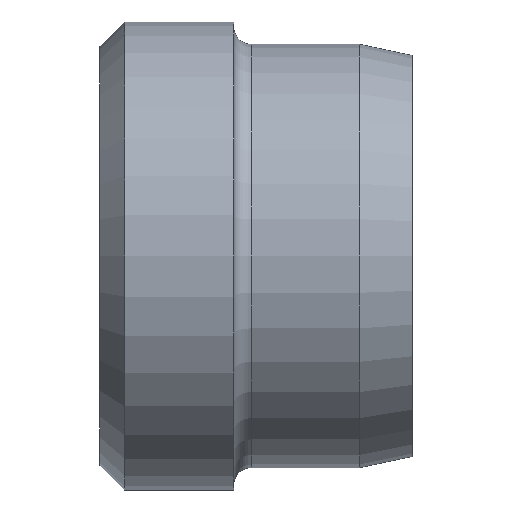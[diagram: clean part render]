
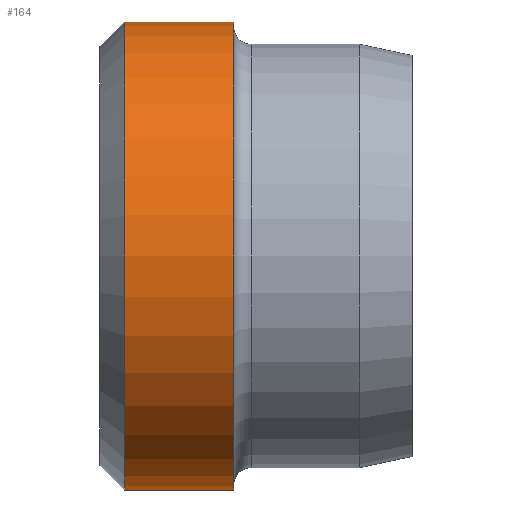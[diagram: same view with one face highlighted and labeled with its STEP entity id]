
A CAD part, left-side view. The second image highlights one B-rep face of the part: STEP entity #164.
In plain terms, the highlighted cylindrical face has radius 5.25 mm (diameter 10.5 mm), a partial arc.
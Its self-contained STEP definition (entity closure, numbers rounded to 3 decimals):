
#35 = AXIS2_PLACEMENT_3D ( 'NONE', #637, #638, #639 ) ;
#79 = VECTOR ( 'NONE', #245, 1000. ) ;
#82 = VECTOR ( 'NONE', #250, 1000. ) ;
#103 = CIRCLE ( 'NONE', #110, 5.25 ) ;
#105 = CIRCLE ( 'NONE', #112, 5.25 ) ;
#110 = AXIS2_PLACEMENT_3D ( 'NONE', #292, #293, #294 ) ;
#112 = AXIS2_PLACEMENT_3D ( 'NONE', #295, #296, #297 ) ;
#164 = ADVANCED_FACE ( 'NONE', ( #525 ), #526, .T. ) ;
#190 = EDGE_CURVE ( 'NONE', #408, #406, #546, .T. ) ;
#192 = EDGE_CURVE ( 'NONE', #407, #405, #547, .T. ) ;
#208 = EDGE_CURVE ( 'NONE', #408, #407, #103, .T. ) ;
#209 = EDGE_CURVE ( 'NONE', #406, #405, #105, .T. ) ;
#244 = CARTESIAN_POINT ( 'NONE',  ( 0., 0., -5.25 ) ) ;
#245 = DIRECTION ( 'NONE',  ( 0., 1., 0. ) ) ;
#249 = CARTESIAN_POINT ( 'NONE',  ( 0., 0., 5.25 ) ) ;
#250 = DIRECTION ( 'NONE',  ( 0., 1., 0. ) ) ;
#292 = CARTESIAN_POINT ( 'NONE',  ( 0., 4., 0. ) ) ;
#293 = DIRECTION ( 'NONE',  ( 0., 1., 0. ) ) ;
#294 = DIRECTION ( 'NONE',  ( 0., 0., 1. ) ) ;
#295 = CARTESIAN_POINT ( 'NONE',  ( 0., 6.45, 0. ) ) ;
#296 = DIRECTION ( 'NONE',  ( 0., 1., 0. ) ) ;
#297 = DIRECTION ( 'NONE',  ( 0., 0., 1. ) ) ;
#338 = CARTESIAN_POINT ( 'NONE',  ( 0., 6.45, 5.25 ) ) ;
#339 = CARTESIAN_POINT ( 'NONE',  ( 0., 6.45, -5.25 ) ) ;
#340 = CARTESIAN_POINT ( 'NONE',  ( 0., 4., 5.25 ) ) ;
#341 = CARTESIAN_POINT ( 'NONE',  ( 0., 4., -5.25 ) ) ;
#366 = EDGE_LOOP ( 'NONE', ( #473, #474, #475, #467 ) ) ;
#405 = VERTEX_POINT ( 'NONE', #338 ) ;
#406 = VERTEX_POINT ( 'NONE', #339 ) ;
#407 = VERTEX_POINT ( 'NONE', #340 ) ;
#408 = VERTEX_POINT ( 'NONE', #341 ) ;
#467 = ORIENTED_EDGE ( 'NONE', *, *, #209, .F. ) ;
#473 = ORIENTED_EDGE ( 'NONE', *, *, #190, .F. ) ;
#474 = ORIENTED_EDGE ( 'NONE', *, *, #208, .T. ) ;
#475 = ORIENTED_EDGE ( 'NONE', *, *, #192, .T. ) ;
#525 = FACE_OUTER_BOUND ( 'NONE', #366, .T. ) ;
#526 = CYLINDRICAL_SURFACE ( 'NONE', #35, 5.25 ) ;
#546 = LINE ( 'NONE', #244, #79 ) ;
#547 = LINE ( 'NONE', #249, #82 ) ;
#637 = CARTESIAN_POINT ( 'NONE',  ( 0., 0., 0. ) ) ;
#638 = DIRECTION ( 'NONE',  ( 0., 1., 0. ) ) ;
#639 = DIRECTION ( 'NONE',  ( 0., 0., 1. ) ) ;
